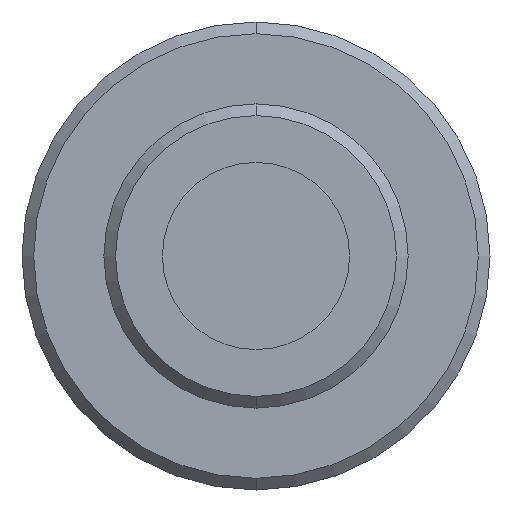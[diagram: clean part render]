
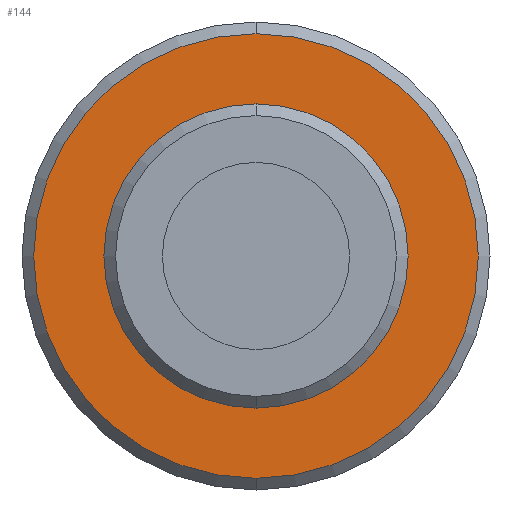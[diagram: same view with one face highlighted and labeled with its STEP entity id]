
A CAD part, front view. The second image highlights one B-rep face of the part: STEP entity #144.
In plain terms, the highlighted planar face has unit normal (0, -1, 0).
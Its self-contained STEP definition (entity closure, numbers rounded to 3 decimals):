
#12 = CIRCLE ( 'NONE', #505, 9.5 ) ;
#17 = CIRCLE ( 'NONE', #527, 6.5 ) ;
#20 = CIRCLE ( 'NONE', #59, 9.5 ) ;
#32 = AXIS2_PLACEMENT_3D ( 'NONE', #370, #371, #372 ) ;
#59 = AXIS2_PLACEMENT_3D ( 'NONE', #234, #346, #347 ) ;
#65 = FACE_OUTER_BOUND ( 'NONE', #263, .T. ) ;
#73 = FACE_BOUND ( 'NONE', #262, .T. ) ;
#77 = VERTEX_POINT ( 'NONE', #175 ) ;
#80 = VERTEX_POINT ( 'NONE', #178 ) ;
#96 = AXIS2_PLACEMENT_3D ( 'NONE', #195, #196, #197 ) ;
#112 = EDGE_CURVE ( 'NONE', #80, #77, #126, .T. ) ;
#126 = CIRCLE ( 'NONE', #96, 6.5 ) ;
#131 = EDGE_CURVE ( 'NONE', #245, #242, #20, .T. ) ;
#144 = ADVANCED_FACE ( 'NONE', ( #65, #73 ), #369, .T. ) ;
#161 = EDGE_CURVE ( 'NONE', #77, #80, #17, .T. ) ;
#164 = EDGE_CURVE ( 'NONE', #242, #245, #12, .T. ) ;
#175 = CARTESIAN_POINT ( 'NONE',  ( 0., 0., 6.5 ) ) ;
#178 = CARTESIAN_POINT ( 'NONE',  ( 0., 0., -6.5 ) ) ;
#195 = CARTESIAN_POINT ( 'NONE',  ( 0., 0., 0. ) ) ;
#196 = DIRECTION ( 'NONE',  ( 0., -1., 0. ) ) ;
#197 = DIRECTION ( 'NONE',  ( 0., 0., -1. ) ) ;
#234 = CARTESIAN_POINT ( 'NONE',  ( 0., 0., 0. ) ) ;
#242 = VERTEX_POINT ( 'NONE', #445 ) ;
#245 = VERTEX_POINT ( 'NONE', #448 ) ;
#262 = EDGE_LOOP ( 'NONE', ( #291, #290 ) ) ;
#263 = EDGE_LOOP ( 'NONE', ( #293, #292 ) ) ;
#290 = ORIENTED_EDGE ( 'NONE', *, *, #161, .F. ) ;
#291 = ORIENTED_EDGE ( 'NONE', *, *, #112, .F. ) ;
#292 = ORIENTED_EDGE ( 'NONE', *, *, #131, .T. ) ;
#293 = ORIENTED_EDGE ( 'NONE', *, *, #164, .T. ) ;
#346 = DIRECTION ( 'NONE',  ( 0., -1., 0. ) ) ;
#347 = DIRECTION ( 'NONE',  ( 0., 0., -1. ) ) ;
#369 = PLANE ( 'NONE',  #32 ) ;
#370 = CARTESIAN_POINT ( 'NONE',  ( 9.5, 0., 0. ) ) ;
#371 = DIRECTION ( 'NONE',  ( 0., -1., 0. ) ) ;
#372 = DIRECTION ( 'NONE',  ( 0., 0., -1. ) ) ;
#422 = CARTESIAN_POINT ( 'NONE',  ( 0., 0., 0. ) ) ;
#423 = DIRECTION ( 'NONE',  ( 0., -1., 0. ) ) ;
#424 = DIRECTION ( 'NONE',  ( 0., 0., -1. ) ) ;
#431 = CARTESIAN_POINT ( 'NONE',  ( 0., 0., 0. ) ) ;
#432 = DIRECTION ( 'NONE',  ( 0., -1., 0. ) ) ;
#433 = DIRECTION ( 'NONE',  ( 0., 0., -1. ) ) ;
#445 = CARTESIAN_POINT ( 'NONE',  ( 0., 0., 9.5 ) ) ;
#448 = CARTESIAN_POINT ( 'NONE',  ( 0., 0., -9.5 ) ) ;
#505 = AXIS2_PLACEMENT_3D ( 'NONE', #431, #432, #433 ) ;
#527 = AXIS2_PLACEMENT_3D ( 'NONE', #422, #423, #424 ) ;
